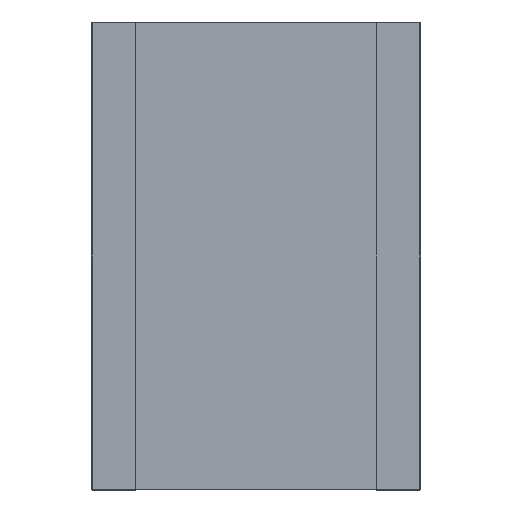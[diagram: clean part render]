
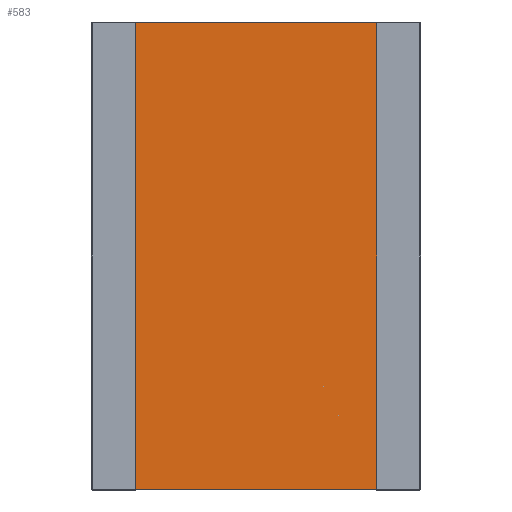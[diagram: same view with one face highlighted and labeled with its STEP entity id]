
A CAD part, front view. The second image highlights one B-rep face of the part: STEP entity #583.
In plain terms, the highlighted planar face has unit normal (0, -1, 0).
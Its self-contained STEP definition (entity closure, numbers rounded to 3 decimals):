
#46 = EDGE_CURVE ( 'NONE', #1135, #1511, #1209, .T. ) ;
#87 = AXIS2_PLACEMENT_3D ( 'NONE', #1081, #792, #275 ) ;
#132 = EDGE_CURVE ( 'NONE', #555, #1511, #1242, .T. ) ;
#143 = ORIENTED_EDGE ( 'NONE', *, *, #381, .F. ) ;
#196 = DIRECTION ( 'NONE',  ( 1., 0., 0. ) ) ;
#267 = EDGE_LOOP ( 'NONE', ( #143, #900, #544, #788 ) ) ;
#275 = DIRECTION ( 'NONE',  ( 0., 0., -1. ) ) ;
#358 = DIRECTION ( 'NONE',  ( 1., 0., 0. ) ) ;
#381 = EDGE_CURVE ( 'NONE', #1029, #1135, #462, .T. ) ;
#392 = LINE ( 'NONE', #1425, #508 ) ;
#431 = FACE_OUTER_BOUND ( 'NONE', #267, .T. ) ;
#445 = CARTESIAN_POINT ( 'NONE',  ( -1.65, -0.565, 3.19 ) ) ;
#453 = CARTESIAN_POINT ( 'NONE',  ( 1.65, -0.565, -3.19 ) ) ;
#456 = CARTESIAN_POINT ( 'NONE',  ( 1.65, -0.565, 3.19 ) ) ;
#462 = LINE ( 'NONE', #1248, #1619 ) ;
#476 = EDGE_CURVE ( 'NONE', #1029, #555, #392, .T. ) ;
#508 = VECTOR ( 'NONE', #1275, 1000. ) ;
#544 = ORIENTED_EDGE ( 'NONE', *, *, #132, .T. ) ;
#555 = VERTEX_POINT ( 'NONE', #1338 ) ;
#579 = VECTOR ( 'NONE', #358, 1000. ) ;
#583 = ADVANCED_FACE ( 'NONE', ( #431 ), #1444, .T. ) ;
#695 = CARTESIAN_POINT ( 'NONE',  ( 1.65, -0.565, 3.19 ) ) ;
#739 = VECTOR ( 'NONE', #1093, 1000. ) ;
#788 = ORIENTED_EDGE ( 'NONE', *, *, #46, .F. ) ;
#792 = DIRECTION ( 'NONE',  ( 0., -1., 0. ) ) ;
#900 = ORIENTED_EDGE ( 'NONE', *, *, #476, .T. ) ;
#1029 = VERTEX_POINT ( 'NONE', #445 ) ;
#1081 = CARTESIAN_POINT ( 'NONE',  ( -8.129, -0.565, 3.19 ) ) ;
#1093 = DIRECTION ( 'NONE',  ( 0., 0., -1. ) ) ;
#1135 = VERTEX_POINT ( 'NONE', #456 ) ;
#1209 = LINE ( 'NONE', #695, #739 ) ;
#1242 = LINE ( 'NONE', #1526, #579 ) ;
#1248 = CARTESIAN_POINT ( 'NONE',  ( -8.129, -0.565, 3.19 ) ) ;
#1275 = DIRECTION ( 'NONE',  ( 0., 0., -1. ) ) ;
#1338 = CARTESIAN_POINT ( 'NONE',  ( -1.65, -0.565, -3.19 ) ) ;
#1425 = CARTESIAN_POINT ( 'NONE',  ( -1.65, -0.565, 3.19 ) ) ;
#1444 = PLANE ( 'NONE',  #87 ) ;
#1511 = VERTEX_POINT ( 'NONE', #453 ) ;
#1526 = CARTESIAN_POINT ( 'NONE',  ( -8.129, -0.565, -3.19 ) ) ;
#1619 = VECTOR ( 'NONE', #196, 1000. ) ;
